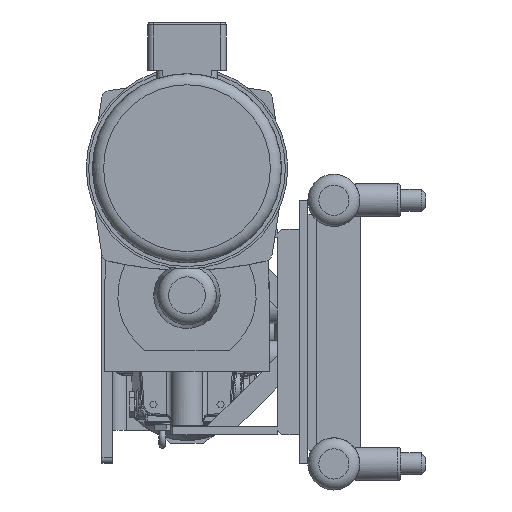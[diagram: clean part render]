
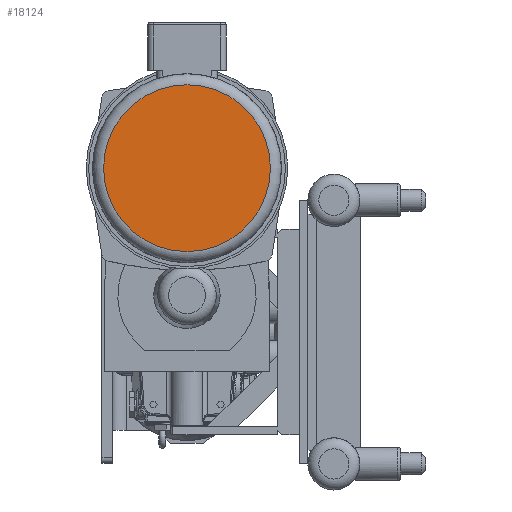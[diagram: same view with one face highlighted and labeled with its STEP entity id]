
A CAD part, left-side view. The second image highlights one B-rep face of the part: STEP entity #18124.
In plain terms, the highlighted planar face has unit normal (-1, 0, 0).
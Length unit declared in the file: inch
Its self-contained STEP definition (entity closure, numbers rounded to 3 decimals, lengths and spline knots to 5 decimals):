
#632=CIRCLE('',#19291,3.798);
#633=CIRCLE('',#19292,3.798);
#1776=PLANE('',#19298);
#2365=FACE_OUTER_BOUND('',#3461,.T.);
#3461=EDGE_LOOP('',(#13227,#13228));
#7960=VERTEX_POINT('',#28185);
#7961=VERTEX_POINT('',#28187);
#9930=EDGE_CURVE('',#7960,#7961,#632,.T.);
#9931=EDGE_CURVE('',#7961,#7960,#633,.T.);
#13227=ORIENTED_EDGE('',*,*,#9931,.F.);
#13228=ORIENTED_EDGE('',*,*,#9930,.F.);
#18124=ADVANCED_FACE('',(#2365),#1776,.T.);
#19291=AXIS2_PLACEMENT_3D('',#28188,#21909,#21910);
#19292=AXIS2_PLACEMENT_3D('',#28189,#21911,#21912);
#19298=AXIS2_PLACEMENT_3D('',#28221,#21924,#21925);
#21909=DIRECTION('center_axis',(1.,0.,0.));
#21910=DIRECTION('ref_axis',(0.,0.,
1.));
#21911=DIRECTION('center_axis',(1.,0.,0.));
#21912=DIRECTION('ref_axis',(0.,0.,
1.));
#21924=DIRECTION('center_axis',(-1.,0.,0.));
#21925=DIRECTION('ref_axis',(0.,1.,0.));
#28185=CARTESIAN_POINT('',(-38.507,3.798,7.437));
#28187=CARTESIAN_POINT('',(-38.507,0.,3.639));
#28188=CARTESIAN_POINT('Origin',(-38.507,0.,7.437));
#28189=CARTESIAN_POINT('Origin',(-38.507,0.,7.437));
#28221=CARTESIAN_POINT('Origin',(-38.507,0.,3.139));
